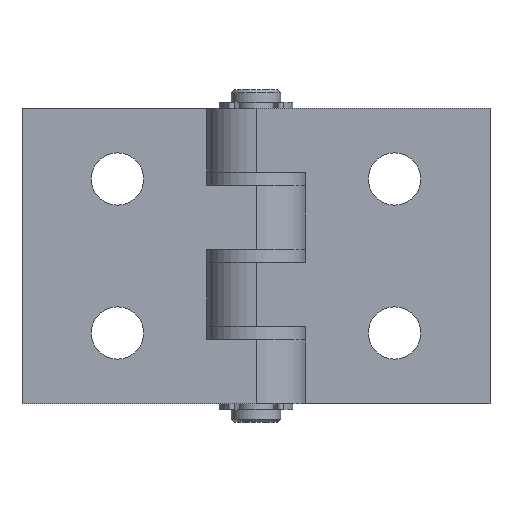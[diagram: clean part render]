
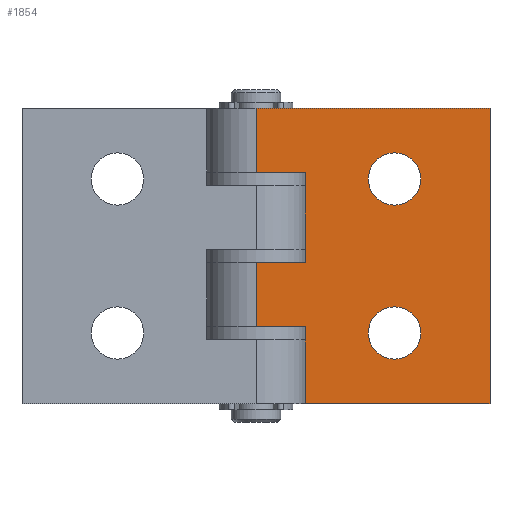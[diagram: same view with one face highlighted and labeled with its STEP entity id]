
A CAD part, front view. The second image highlights one B-rep face of the part: STEP entity #1854.
In plain terms, the highlighted planar face has unit normal (0, -1, 0).
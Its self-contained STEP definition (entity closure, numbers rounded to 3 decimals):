
#19 = VERTEX_POINT ( 'NONE', #2340 ) ;
#42 = VERTEX_POINT ( 'NONE', #2437 ) ;
#75 = VERTEX_POINT ( 'NONE', #2431 ) ;
#82 = VERTEX_POINT ( 'NONE', #2395 ) ;
#84 = VERTEX_POINT ( 'NONE', #2398 ) ;
#90 = VERTEX_POINT ( 'NONE', #2394 ) ;
#92 = VERTEX_POINT ( 'NONE', #2391 ) ;
#295 = VERTEX_POINT ( 'NONE', #2484 ) ;
#298 = VERTEX_POINT ( 'NONE', #2472 ) ;
#338 = VERTEX_POINT ( 'NONE', #2313 ) ;
#370 = VERTEX_POINT ( 'NONE', #2527 ) ;
#378 = VERTEX_POINT ( 'NONE', #2476 ) ;
#380 = VERTEX_POINT ( 'NONE', #2531 ) ;
#487 = VERTEX_POINT ( 'NONE', #2324 ) ;
#528 = EDGE_LOOP ( 'NONE', ( #2041, #2128 ) ) ;
#529 = EDGE_LOOP ( 'NONE', ( #2089, #2119, #2113, #2228, #2110, #2120, #2109, #2232, #1956, #2090 ) ) ;
#537 = EDGE_LOOP ( 'NONE', ( #2111, #1955 ) ) ;
#654 = VECTOR ( 'NONE', #2646, 1000. ) ;
#658 = LINE ( 'NONE', #2637, #654 ) ;
#662 = CIRCLE ( 'NONE', #3214, 4.25 ) ;
#664 = CIRCLE ( 'NONE', #3215, 4.25 ) ;
#688 = VECTOR ( 'NONE', #1626, 1000. ) ;
#690 = LINE ( 'NONE', #1628, #688 ) ;
#766 = DIRECTION ( 'NONE',  ( 0., 0., -1. ) ) ;
#774 = CARTESIAN_POINT ( 'NONE',  ( 27.269, -10.569, 23.493 ) ) ;
#814 = DIRECTION ( 'NONE',  ( 1., 0., 0. ) ) ;
#822 = CARTESIAN_POINT ( 'NONE',  ( -10.731, -10.569, -1.507 ) ) ;
#823 = DIRECTION ( 'NONE',  ( 0., 0., 1. ) ) ;
#824 = CARTESIAN_POINT ( 'NONE',  ( -2.731, -10.569, -1.507 ) ) ;
#893 = CARTESIAN_POINT ( 'NONE',  ( -2.731, -10.569, -24.507 ) ) ;
#898 = DIRECTION ( 'NONE',  ( 0., 0., 1. ) ) ;
#928 = DIRECTION ( 'NONE',  ( 0., 0., 1. ) ) ;
#930 = DIRECTION ( 'NONE',  ( 0., 1., 0. ) ) ;
#931 = CARTESIAN_POINT ( 'NONE',  ( 11.769, -10.569, -13.007 ) ) ;
#937 = DIRECTION ( 'NONE',  ( 0., 0., 1. ) ) ;
#938 = DIRECTION ( 'NONE',  ( 0., 1., 0. ) ) ;
#940 = CARTESIAN_POINT ( 'NONE',  ( 11.769, -10.569, 11.993 ) ) ;
#977 = CARTESIAN_POINT ( 'NONE',  ( -10.731, -10.569, 12.993 ) ) ;
#985 = DIRECTION ( 'NONE',  ( 1., 0., 0. ) ) ;
#988 = DIRECTION ( 'NONE',  ( 1., 0., 0. ) ) ;
#989 = CARTESIAN_POINT ( 'NONE',  ( -10.731, -10.569, -12.007 ) ) ;
#990 = DIRECTION ( 'NONE',  ( 0., 0., -1. ) ) ;
#1003 = CARTESIAN_POINT ( 'NONE',  ( -10.731, -10.569, -24.507 ) ) ;
#1015 = DIRECTION ( 'NONE',  ( 1., 0., 0. ) ) ;
#1022 = CARTESIAN_POINT ( 'NONE',  ( -10.731, -10.569, 23.493 ) ) ;
#1129 = VECTOR ( 'NONE', #814, 1000. ) ;
#1134 = LINE ( 'NONE', #822, #1129 ) ;
#1162 = VECTOR ( 'NONE', #898, 1000. ) ;
#1165 = LINE ( 'NONE', #893, #1162 ) ;
#1178 = CIRCLE ( 'NONE', #3282, 4.25 ) ;
#1183 = CIRCLE ( 'NONE', #3283, 4.25 ) ;
#1191 = VECTOR ( 'NONE', #985, 1000. ) ;
#1196 = LINE ( 'NONE', #977, #1191 ) ;
#1197 = VECTOR ( 'NONE', #988, 1000. ) ;
#1199 = VECTOR ( 'NONE', #990, 1000. ) ;
#1200 = LINE ( 'NONE', #989, #1197 ) ;
#1203 = VECTOR ( 'NONE', #1015, 1000. ) ;
#1204 = LINE ( 'NONE', #1022, #1199 ) ;
#1208 = LINE ( 'NONE', #1003, #1203 ) ;
#1212 = VECTOR ( 'NONE', #766, 1000. ) ;
#1216 = LINE ( 'NONE', #774, #1212 ) ;
#1220 = VECTOR ( 'NONE', #823, 1000. ) ;
#1223 = LINE ( 'NONE', #824, #1220 ) ;
#1484 = FACE_BOUND ( 'NONE', #537, .T. ) ;
#1493 = FACE_OUTER_BOUND ( 'NONE', #529, .T. ) ;
#1494 = FACE_BOUND ( 'NONE', #528, .T. ) ;
#1626 = DIRECTION ( 'NONE',  ( 0., 0., -1. ) ) ;
#1628 = CARTESIAN_POINT ( 'NONE',  ( -10.731, -10.569, 23.493 ) ) ;
#1854 = ADVANCED_FACE ( 'NONE', ( #1494, #1484, #1493 ), #3079, .F. ) ;
#1955 = ORIENTED_EDGE ( 'NONE', *, *, #3551, .T. ) ;
#1956 = ORIENTED_EDGE ( 'NONE', *, *, #3588, .F. ) ;
#2041 = ORIENTED_EDGE ( 'NONE', *, *, #3726, .T. ) ;
#2089 = ORIENTED_EDGE ( 'NONE', *, *, #3539, .T. ) ;
#2090 = ORIENTED_EDGE ( 'NONE', *, *, #3538, .T. ) ;
#2109 = ORIENTED_EDGE ( 'NONE', *, *, #3543, .T. ) ;
#2110 = ORIENTED_EDGE ( 'NONE', *, *, #3731, .F. ) ;
#2111 = ORIENTED_EDGE ( 'NONE', *, *, #3725, .T. ) ;
#2113 = ORIENTED_EDGE ( 'NONE', *, *, #3536, .T. ) ;
#2119 = ORIENTED_EDGE ( 'NONE', *, *, #3564, .F. ) ;
#2120 = ORIENTED_EDGE ( 'NONE', *, *, #3709, .T. ) ;
#2128 = ORIENTED_EDGE ( 'NONE', *, *, #3554, .T. ) ;
#2228 = ORIENTED_EDGE ( 'NONE', *, *, #3530, .F. ) ;
#2232 = ORIENTED_EDGE ( 'NONE', *, *, #3524, .F. ) ;
#2313 = CARTESIAN_POINT ( 'NONE',  ( 27.269, -10.569, -24.507 ) ) ;
#2324 = CARTESIAN_POINT ( 'NONE',  ( 11.769, -10.569, 7.743 ) ) ;
#2340 = CARTESIAN_POINT ( 'NONE',  ( -2.731, -10.569, -12.007 ) ) ;
#2391 = CARTESIAN_POINT ( 'NONE',  ( -2.731, -10.569, 12.993 ) ) ;
#2394 = CARTESIAN_POINT ( 'NONE',  ( -2.731, -10.569, -24.507 ) ) ;
#2395 = CARTESIAN_POINT ( 'NONE',  ( -2.731, -10.569, -1.507 ) ) ;
#2398 = CARTESIAN_POINT ( 'NONE',  ( -10.731, -10.569, -12.007 ) ) ;
#2431 = CARTESIAN_POINT ( 'NONE',  ( -10.731, -10.569, 12.993 ) ) ;
#2437 = CARTESIAN_POINT ( 'NONE',  ( 27.269, -10.569, 23.493 ) ) ;
#2472 = CARTESIAN_POINT ( 'NONE',  ( 11.769, -10.569, -17.257 ) ) ;
#2476 = CARTESIAN_POINT ( 'NONE',  ( -10.731, -10.569, -1.507 ) ) ;
#2484 = CARTESIAN_POINT ( 'NONE',  ( 11.769, -10.569, 16.243 ) ) ;
#2527 = CARTESIAN_POINT ( 'NONE',  ( 11.769, -10.569, -8.757 ) ) ;
#2531 = CARTESIAN_POINT ( 'NONE',  ( -10.731, -10.569, 23.493 ) ) ;
#2637 = CARTESIAN_POINT ( 'NONE',  ( -10.731, -10.569, 23.493 ) ) ;
#2646 = DIRECTION ( 'NONE',  ( 1., 0., 0. ) ) ;
#2663 = DIRECTION ( 'NONE',  ( 0., 1., 0. ) ) ;
#2678 = DIRECTION ( 'NONE',  ( 0., 0., 1. ) ) ;
#2680 = DIRECTION ( 'NONE',  ( 0., 1., 0. ) ) ;
#2682 = CARTESIAN_POINT ( 'NONE',  ( 11.769, -10.569, -13.007 ) ) ;
#2699 = DIRECTION ( 'NONE',  ( 0., 0., 1. ) ) ;
#2700 = CARTESIAN_POINT ( 'NONE',  ( 11.769, -10.569, 11.993 ) ) ;
#3057 = DIRECTION ( 'NONE',  ( 0., 1., 0. ) ) ;
#3070 = CARTESIAN_POINT ( 'NONE',  ( -10.731, -10.569, 23.493 ) ) ;
#3072 = DIRECTION ( 'NONE',  ( 0., 0., 1. ) ) ;
#3079 = PLANE ( 'NONE',  #3603 ) ;
#3214 = AXIS2_PLACEMENT_3D ( 'NONE', #2682, #2680, #2678 ) ;
#3215 = AXIS2_PLACEMENT_3D ( 'NONE', #2700, #2663, #2699 ) ;
#3282 = AXIS2_PLACEMENT_3D ( 'NONE', #931, #930, #928 ) ;
#3283 = AXIS2_PLACEMENT_3D ( 'NONE', #940, #938, #937 ) ;
#3524 = EDGE_CURVE ( 'NONE', #82, #92, #1223, .T. ) ;
#3530 = EDGE_CURVE ( 'NONE', #42, #338, #1216, .T. ) ;
#3536 = EDGE_CURVE ( 'NONE', #90, #338, #1208, .T. ) ;
#3538 = EDGE_CURVE ( 'NONE', #378, #84, #1204, .T. ) ;
#3539 = EDGE_CURVE ( 'NONE', #84, #19, #1200, .T. ) ;
#3543 = EDGE_CURVE ( 'NONE', #75, #92, #1196, .T. ) ;
#3551 = EDGE_CURVE ( 'NONE', #487, #295, #1183, .T. ) ;
#3554 = EDGE_CURVE ( 'NONE', #298, #370, #1178, .T. ) ;
#3564 = EDGE_CURVE ( 'NONE', #90, #19, #1165, .T. ) ;
#3588 = EDGE_CURVE ( 'NONE', #378, #82, #1134, .T. ) ;
#3603 = AXIS2_PLACEMENT_3D ( 'NONE', #3070, #3057, #3072 ) ;
#3709 = EDGE_CURVE ( 'NONE', #380, #75, #690, .T. ) ;
#3725 = EDGE_CURVE ( 'NONE', #295, #487, #664, .T. ) ;
#3726 = EDGE_CURVE ( 'NONE', #370, #298, #662, .T. ) ;
#3731 = EDGE_CURVE ( 'NONE', #380, #42, #658, .T. ) ;
